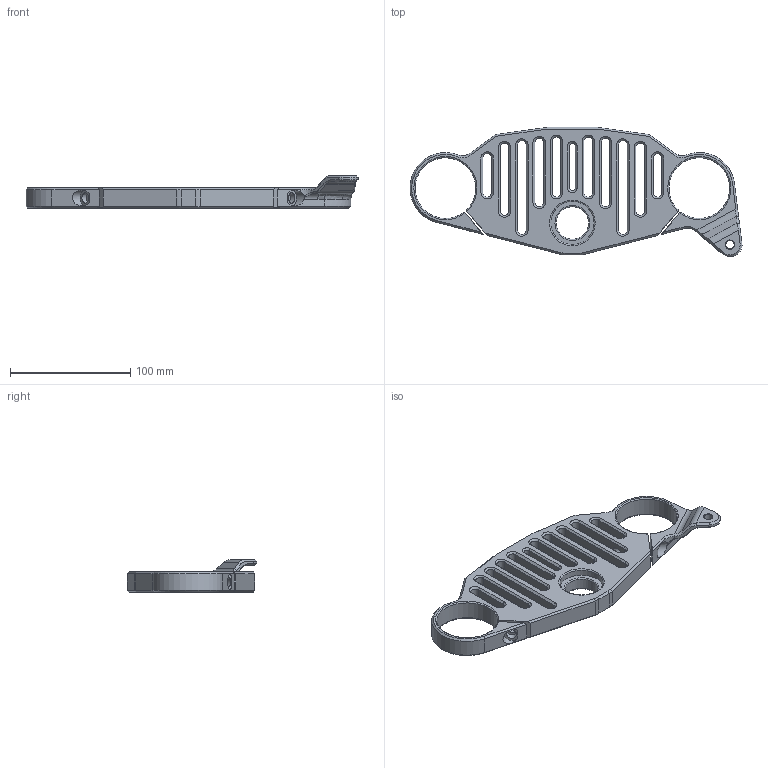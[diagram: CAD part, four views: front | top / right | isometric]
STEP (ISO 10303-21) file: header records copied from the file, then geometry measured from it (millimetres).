
FILE_DESCRIPTION (( 'STEP AP203' ), '1' );
FILE_NAME ('TE SANS TARAUD.STEP', '2020-07-15T15:55:53', ( '' ), ( '' ), 'SwSTEP 2.0', 'SolidWorks 2019', '' );
FILE_SCHEMA (( 'CONFIG_CONTROL_DESIGN' ));
Length unit declared in the file: millimetre
Products named in the file (1): TE SANS TARAUD
Bounding box: 275.94 x 107.5 x 27 mm (x, y, z)
Volume: 201226.2 mm3; surface area: 66253.7 mm2
Topology: 1 solids, 1 shells, 228 faces, 561 edges, 334 vertices
Faces by surface type: plane 101, cylinder 55, cone 39, bspline 21, torus 8, sphere 4
Full cylindrical faces by diameter (mm): 6.8 x3, 8.5 x2, 27 x1, 36 x1
Entity records: 8494 total; most frequent: CARTESIAN_POINT 3284, ORIENTED_EDGE 1082, DIRECTION 996, EDGE_CURVE 541, AXIS2_PLACEMENT_3D 347, VERTEX_POINT 329, LINE 302, VECTOR 302
